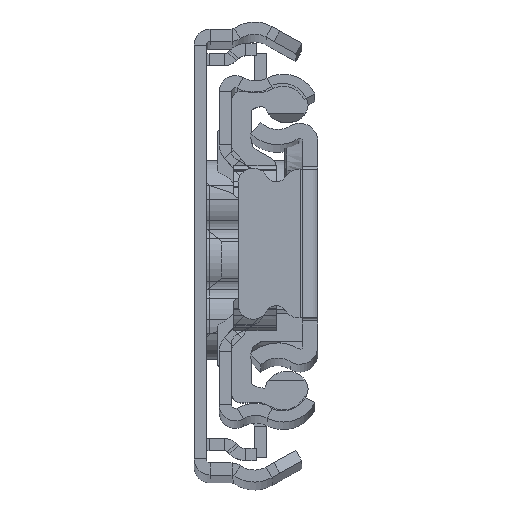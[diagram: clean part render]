
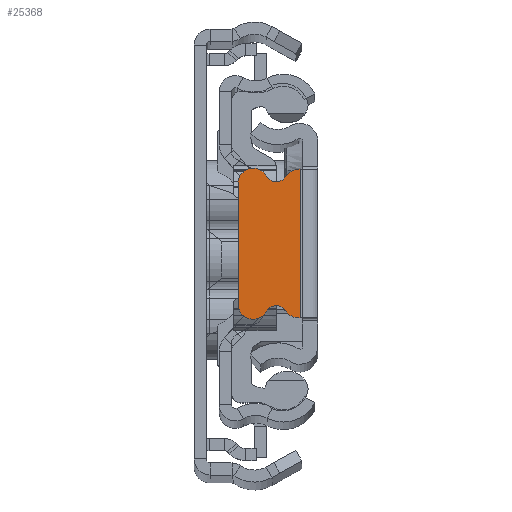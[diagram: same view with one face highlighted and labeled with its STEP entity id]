
A CAD part, top view. The second image highlights one B-rep face of the part: STEP entity #25368.
In plain terms, the highlighted planar face has unit normal (0, 0, 1).
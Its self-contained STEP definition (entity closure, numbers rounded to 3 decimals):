
#244 = DIRECTION ( 'NONE',  ( 1., 0., 0. ) ) ;
#1279 = CARTESIAN_POINT ( 'NONE',  ( -4.142, 7.236, 0. ) ) ;
#1374 = AXIS2_PLACEMENT_3D ( 'NONE', #17964, #16078, #7647 ) ;
#2240 = ORIENTED_EDGE ( 'NONE', *, *, #12083, .T. ) ;
#2286 = VERTEX_POINT ( 'NONE', #25195 ) ;
#2489 = ORIENTED_EDGE ( 'NONE', *, *, #3765, .F. ) ;
#2604 = VERTEX_POINT ( 'NONE', #7845 ) ;
#2846 = EDGE_CURVE ( 'NONE', #24040, #24370, #20013, .T. ) ;
#3463 = AXIS2_PLACEMENT_3D ( 'NONE', #1279, #25989, #19948 ) ;
#3765 = EDGE_CURVE ( 'NONE', #19262, #25218, #21032, .T. ) ;
#4239 = EDGE_CURVE ( 'NONE', #6103, #2604, #22778, .T. ) ;
#4317 = DIRECTION ( 'NONE',  ( 0., 0., -1. ) ) ;
#4429 = VERTEX_POINT ( 'NONE', #20647 ) ;
#5025 = PLANE ( 'NONE',  #26338 ) ;
#6103 = VERTEX_POINT ( 'NONE', #13317 ) ;
#6214 = AXIS2_PLACEMENT_3D ( 'NONE', #25300, #16851, #10942 ) ;
#6497 = DIRECTION ( 'NONE',  ( -1., 0., 0. ) ) ;
#7291 = DIRECTION ( 'NONE',  ( 1., 0., 0. ) ) ;
#7292 = CARTESIAN_POINT ( 'NONE',  ( -1.929, 5.87, 0. ) ) ;
#7647 = DIRECTION ( 'NONE',  ( -1., 0., 0. ) ) ;
#7769 = AXIS2_PLACEMENT_3D ( 'NONE', #18551, #4317, #12516 ) ;
#7845 = CARTESIAN_POINT ( 'NONE',  ( -3.206, -6.658, 0. ) ) ;
#8128 = CARTESIAN_POINT ( 'NONE',  ( -5.109, 6.713, 0. ) ) ;
#8133 = EDGE_CURVE ( 'NONE', #2604, #25218, #12216, .T. ) ;
#8474 = CARTESIAN_POINT ( 'NONE',  ( -7.929, -6., 0. ) ) ;
#8570 = DIRECTION ( 'NONE',  ( 0., 0., 1. ) ) ;
#8637 = EDGE_CURVE ( 'NONE', #20253, #2286, #13132, .T. ) ;
#8870 = VECTOR ( 'NONE', #23417, 1000. ) ;
#8942 = VECTOR ( 'NONE', #15963, 1000. ) ;
#10784 = VECTOR ( 'NONE', #6497, 1000. ) ;
#10823 = ORIENTED_EDGE ( 'NONE', *, *, #13121, .F. ) ;
#10942 = DIRECTION ( 'NONE',  ( 1., 0., 0. ) ) ;
#11126 = CARTESIAN_POINT ( 'NONE',  ( -6.429, -6., 0. ) ) ;
#11379 = AXIS2_PLACEMENT_3D ( 'NONE', #7292, #15474, #23666 ) ;
#12083 = EDGE_CURVE ( 'NONE', #24370, #6103, #16119, .T. ) ;
#12216 = CIRCLE ( 'NONE', #6214, 1.5 ) ;
#12308 = ORIENTED_EDGE ( 'NONE', *, *, #8133, .T. ) ;
#12516 = DIRECTION ( 'NONE',  ( -1., 0., 0. ) ) ;
#12679 = CARTESIAN_POINT ( 'NONE',  ( -7.929, 6., 0. ) ) ;
#12785 = ORIENTED_EDGE ( 'NONE', *, *, #18134, .F. ) ;
#13121 = EDGE_CURVE ( 'NONE', #20253, #4429, #17509, .T. ) ;
#13132 = CIRCLE ( 'NONE', #11379, 1.5 ) ;
#13262 = ORIENTED_EDGE ( 'NONE', *, *, #4239, .T. ) ;
#13317 = CARTESIAN_POINT ( 'NONE',  ( -5.109, -6.713, 0. ) ) ;
#13871 = EDGE_LOOP ( 'NONE', ( #12785, #10823, #17189, #15079, #26427, #14333, #2240, #13262, #12308, #2489 ) ) ;
#14333 = ORIENTED_EDGE ( 'NONE', *, *, #2846, .T. ) ;
#15079 = ORIENTED_EDGE ( 'NONE', *, *, #15126, .T. ) ;
#15126 = EDGE_CURVE ( 'NONE', #2286, #22444, #26193, .T. ) ;
#15210 = CARTESIAN_POINT ( 'NONE',  ( -1.929, 7.37, 0. ) ) ;
#15351 = FACE_OUTER_BOUND ( 'NONE', #13871, .T. ) ;
#15474 = DIRECTION ( 'NONE',  ( 0., 0., 1. ) ) ;
#15652 = CARTESIAN_POINT ( 'NONE',  ( -1.75, 0., 0. ) ) ;
#15963 = DIRECTION ( 'NONE',  ( 0., -1., 0. ) ) ;
#16078 = DIRECTION ( 'NONE',  ( 0., 0., 1. ) ) ;
#16119 = CIRCLE ( 'NONE', #24753, 1.5 ) ;
#16851 = DIRECTION ( 'NONE',  ( 0., 0., 1. ) ) ;
#17189 = ORIENTED_EDGE ( 'NONE', *, *, #8637, .T. ) ;
#17234 = DIRECTION ( 'NONE',  ( 0., 0., 1. ) ) ;
#17509 = LINE ( 'NONE', #15210, #8870 ) ;
#17711 = EDGE_CURVE ( 'NONE', #22444, #24040, #25820, .T. ) ;
#17964 = CARTESIAN_POINT ( 'NONE',  ( -6.429, 6., 0. ) ) ;
#18134 = EDGE_CURVE ( 'NONE', #4429, #19262, #26379, .T. ) ;
#18551 = CARTESIAN_POINT ( 'NONE',  ( -4.142, -7.236, 0. ) ) ;
#18872 = CARTESIAN_POINT ( 'NONE',  ( -1.929, 7.37, 0. ) ) ;
#19262 = VERTEX_POINT ( 'NONE', #19572 ) ;
#19572 = CARTESIAN_POINT ( 'NONE',  ( -1.75, -7.37, 0. ) ) ;
#19948 = DIRECTION ( 'NONE',  ( 1., 0., 0. ) ) ;
#19954 = DIRECTION ( 'NONE',  ( 0., -1., 0. ) ) ;
#20013 = LINE ( 'NONE', #25906, #8942 ) ;
#20253 = VERTEX_POINT ( 'NONE', #18872 ) ;
#20647 = CARTESIAN_POINT ( 'NONE',  ( -1.75, 7.37, 0. ) ) ;
#21032 = LINE ( 'NONE', #25031, #10784 ) ;
#22444 = VERTEX_POINT ( 'NONE', #8128 ) ;
#22778 = CIRCLE ( 'NONE', #7769, 1.1 ) ;
#23272 = VECTOR ( 'NONE', #19954, 1000. ) ;
#23417 = DIRECTION ( 'NONE',  ( 1., 0., 0. ) ) ;
#23537 = CARTESIAN_POINT ( 'NONE',  ( 444.071, 0., 0. ) ) ;
#23666 = DIRECTION ( 'NONE',  ( -1., 0., 0. ) ) ;
#24040 = VERTEX_POINT ( 'NONE', #12679 ) ;
#24370 = VERTEX_POINT ( 'NONE', #8474 ) ;
#24613 = CARTESIAN_POINT ( 'NONE',  ( -1.929, -7.37, 0. ) ) ;
#24753 = AXIS2_PLACEMENT_3D ( 'NONE', #11126, #8570, #244 ) ;
#25031 = CARTESIAN_POINT ( 'NONE',  ( -1.929, -7.37, 0. ) ) ;
#25195 = CARTESIAN_POINT ( 'NONE',  ( -3.206, 6.658, 0. ) ) ;
#25218 = VERTEX_POINT ( 'NONE', #24613 ) ;
#25300 = CARTESIAN_POINT ( 'NONE',  ( -1.929, -5.87, 0. ) ) ;
#25368 = ADVANCED_FACE ( 'NONE', ( #15351 ), #5025, .T. ) ;
#25820 = CIRCLE ( 'NONE', #1374, 1.5 ) ;
#25906 = CARTESIAN_POINT ( 'NONE',  ( -7.929, -6., 0. ) ) ;
#25989 = DIRECTION ( 'NONE',  ( 0., 0., -1. ) ) ;
#26193 = CIRCLE ( 'NONE', #3463, 1.1 ) ;
#26338 = AXIS2_PLACEMENT_3D ( 'NONE', #23537, #17234, #7291 ) ;
#26379 = LINE ( 'NONE', #15652, #23272 ) ;
#26427 = ORIENTED_EDGE ( 'NONE', *, *, #17711, .T. ) ;
